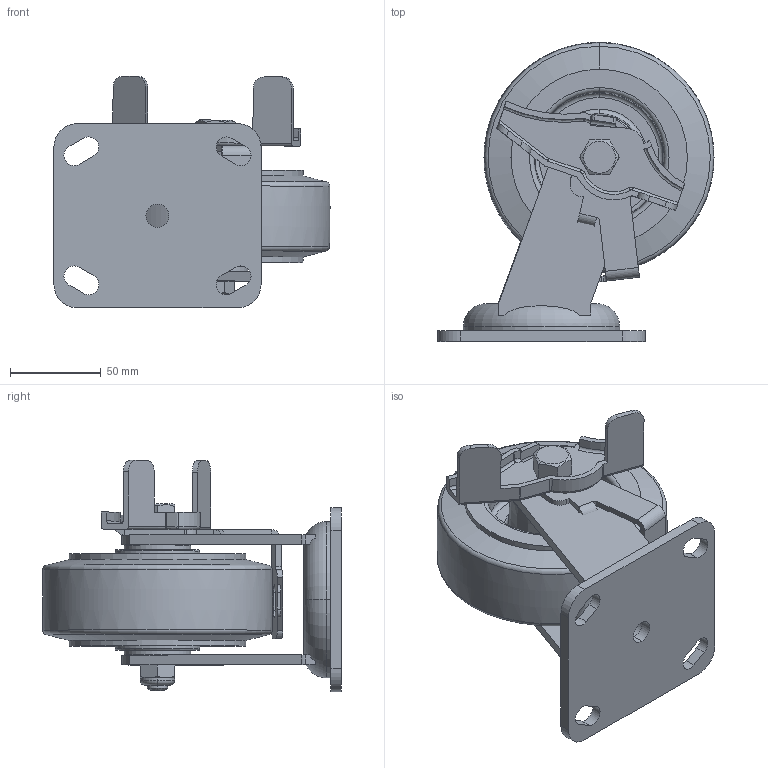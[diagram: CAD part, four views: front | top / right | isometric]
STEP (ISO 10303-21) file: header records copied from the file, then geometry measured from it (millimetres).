
FILE_DESCRIPTION (( 'STEP AP203' ), '1' );
FILE_NAME ('Caster.STEP', '2017-11-15T07:54:04', ( 'ITS' ), ( 'ITW Welding Group' ), 'SwSTEP 2.0', 'SolidWorks 2016', '' );
FILE_SCHEMA (( 'CONFIG_CONTROL_DESIGN' ));
Length unit declared in the file: inch
Products named in the file (1): Caster
Bounding box: 152.4 x 165.08 x 127.84 mm (x, y, z)
Surface area: 137237.9 mm2 (no closed solid volume)
Topology: 0 solids, 7 shells, 243 faces, 648 edges, 409 vertices
Faces by surface type: plane 100, cylinder 86, torus 36, cone 18, sphere 3
Entity records: 7939 total; most frequent: CARTESIAN_POINT 1680, DIRECTION 1377, ORIENTED_EDGE 1219, EDGE_CURVE 645, AXIS2_PLACEMENT_3D 524, VERTEX_POINT 409, VECTOR 329, LINE 329
